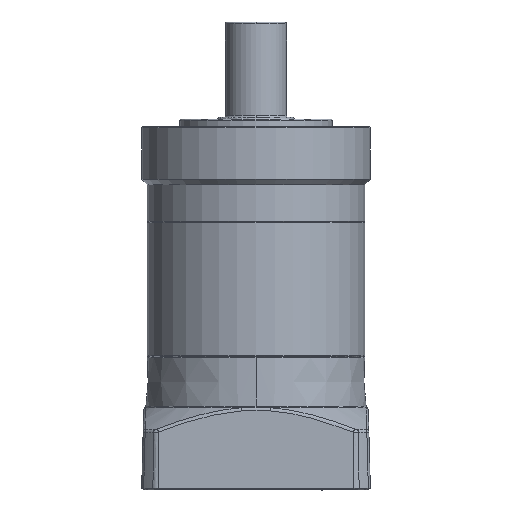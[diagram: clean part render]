
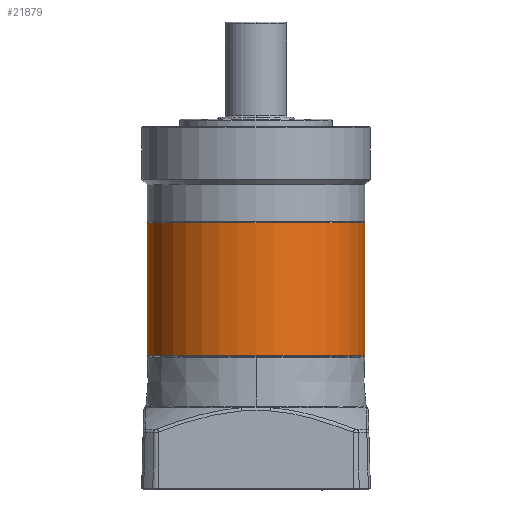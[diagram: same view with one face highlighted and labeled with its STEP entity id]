
A CAD part, front view. The second image highlights one B-rep face of the part: STEP entity #21879.
In plain terms, the highlighted cylindrical face has radius 57 mm (diameter 114 mm), a partial arc.
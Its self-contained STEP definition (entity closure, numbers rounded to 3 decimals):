
#1199 = ORIENTED_EDGE ( 'NONE', *, *, #12982, .T. ) ;
#2341 = ORIENTED_EDGE ( 'NONE', *, *, #25237, .T. ) ;
#2449 = AXIS2_PLACEMENT_3D ( 'NONE', #24294, #24240, #24232 ) ;
#2495 = VERTEX_POINT ( 'NONE', #18119 ) ;
#2683 = LINE ( 'NONE', #41832, #3690 ) ;
#3406 = VECTOR ( 'NONE', #16142, 1000. ) ;
#3487 = LINE ( 'NONE', #19647, #3406 ) ;
#3690 = VECTOR ( 'NONE', #41771, 1000. ) ;
#4390 = EDGE_CURVE ( 'NONE', #35778, #2495, #38991, .T. ) ;
#9686 = CYLINDRICAL_SURFACE ( 'NONE', #21278, 57. ) ;
#9928 = CIRCLE ( 'NONE', #10135, 57. ) ;
#10038 = FACE_OUTER_BOUND ( 'NONE', #26722, .T. ) ;
#10135 = AXIS2_PLACEMENT_3D ( 'NONE', #11570, #35549, #14972 ) ;
#11570 = CARTESIAN_POINT ( 'NONE',  ( 0., 0., 0.3 ) ) ;
#12063 = VERTEX_POINT ( 'NONE', #24705 ) ;
#12111 = AXIS2_PLACEMENT_3D ( 'NONE', #19161, #19114, #19103 ) ;
#12601 = CARTESIAN_POINT ( 'NONE',  ( 0., 0., 70.5 ) ) ;
#12761 = DIRECTION ( 'NONE',  ( 0., 0., -1. ) ) ;
#12869 = DIRECTION ( 'NONE',  ( -1., 0., 0. ) ) ;
#12982 = EDGE_CURVE ( 'NONE', #12063, #33752, #2683, .T. ) ;
#14972 = DIRECTION ( 'NONE',  ( -1., 0., 0. ) ) ;
#15343 = CARTESIAN_POINT ( 'NONE',  ( -57., 0., 0.3 ) ) ;
#16142 = DIRECTION ( 'NONE',  ( 0., 0., -1. ) ) ;
#18119 = CARTESIAN_POINT ( 'NONE',  ( 0., -57., 70.2 ) ) ;
#18192 = CARTESIAN_POINT ( 'NONE',  ( 57., 0., 0.3 ) ) ;
#18997 = CIRCLE ( 'NONE', #2449, 57. ) ;
#19103 = DIRECTION ( 'NONE',  ( -1., 0., 0. ) ) ;
#19114 = DIRECTION ( 'NONE',  ( 0., 0., -1. ) ) ;
#19161 = CARTESIAN_POINT ( 'NONE',  ( 0., 0., 70.2 ) ) ;
#19647 = CARTESIAN_POINT ( 'NONE',  ( 57., 0., 70.5 ) ) ;
#21278 = AXIS2_PLACEMENT_3D ( 'NONE', #12601, #12761, #12869 ) ;
#21879 = ADVANCED_FACE ( 'NONE', ( #10038 ), #9686, .T. ) ;
#24232 = DIRECTION ( 'NONE',  ( -1., 0., 0. ) ) ;
#24240 = DIRECTION ( 'NONE',  ( 0., 0., -1. ) ) ;
#24294 = CARTESIAN_POINT ( 'NONE',  ( 0., 0., 70.2 ) ) ;
#24705 = CARTESIAN_POINT ( 'NONE',  ( -57., 0., 70.2 ) ) ;
#25237 = EDGE_CURVE ( 'NONE', #2495, #12063, #18997, .T. ) ;
#26722 = EDGE_LOOP ( 'NONE', ( #39823, #33578, #2341, #1199, #34169 ) ) ;
#33578 = ORIENTED_EDGE ( 'NONE', *, *, #4390, .T. ) ;
#33752 = VERTEX_POINT ( 'NONE', #15343 ) ;
#33847 = CARTESIAN_POINT ( 'NONE',  ( 57., 0., 70.2 ) ) ;
#34169 = ORIENTED_EDGE ( 'NONE', *, *, #39141, .T. ) ;
#35549 = DIRECTION ( 'NONE',  ( 0., 0., 1. ) ) ;
#35778 = VERTEX_POINT ( 'NONE', #33847 ) ;
#35903 = VERTEX_POINT ( 'NONE', #18192 ) ;
#38273 = EDGE_CURVE ( 'NONE', #35778, #35903, #3487, .T. ) ;
#38991 = CIRCLE ( 'NONE', #12111, 57. ) ;
#39141 = EDGE_CURVE ( 'NONE', #33752, #35903, #9928, .T. ) ;
#39823 = ORIENTED_EDGE ( 'NONE', *, *, #38273, .F. ) ;
#41771 = DIRECTION ( 'NONE',  ( 0., 0., -1. ) ) ;
#41832 = CARTESIAN_POINT ( 'NONE',  ( -57., 0., 70.5 ) ) ;
